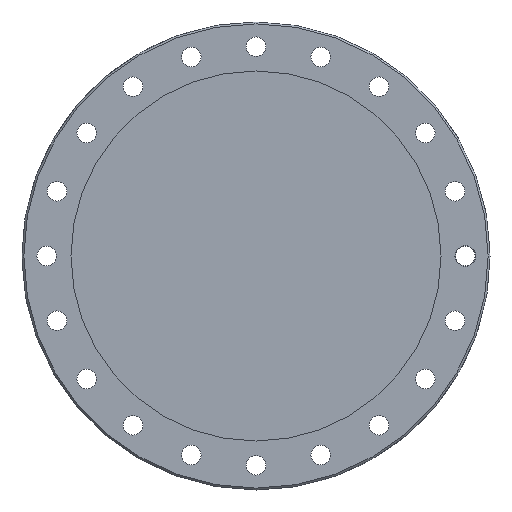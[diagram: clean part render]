
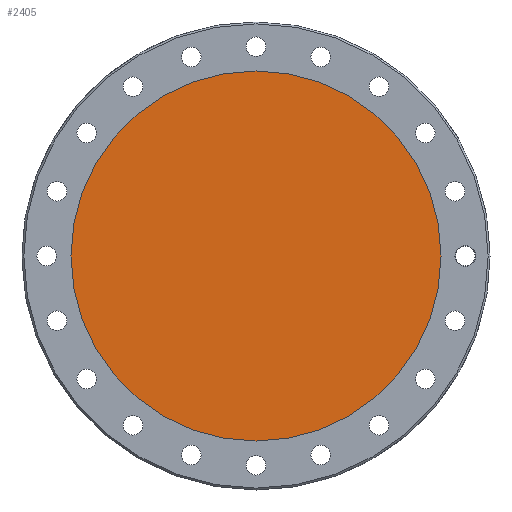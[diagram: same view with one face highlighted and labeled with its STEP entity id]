
A CAD part, front view. The second image highlights one B-rep face of the part: STEP entity #2405.
In plain terms, the highlighted planar face has unit normal (0, -1, 0).
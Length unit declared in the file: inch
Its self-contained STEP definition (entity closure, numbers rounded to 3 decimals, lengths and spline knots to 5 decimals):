
#118 = DIRECTION ( 'NONE',  ( 0., -1., 0. ) ) ;
#123 = EDGE_LOOP ( 'NONE', ( #414, #2460 ) ) ;
#236 = EDGE_CURVE ( 'NONE', #1953, #1736, #764, .T. ) ;
#282 = PLANE ( 'NONE',  #531 ) ;
#377 = CARTESIAN_POINT ( 'NONE',  ( 0., 0.052, 0. ) ) ;
#414 = ORIENTED_EDGE ( 'NONE', *, *, #2164, .T. ) ;
#419 = DIRECTION ( 'NONE',  ( 0., 0., -1. ) ) ;
#531 = AXIS2_PLACEMENT_3D ( 'NONE', #2042, #707, #1129 ) ;
#707 = DIRECTION ( 'NONE',  ( 0., -1., 0. ) ) ;
#764 = CIRCLE ( 'NONE', #1882, 3.15 ) ;
#1004 = DIRECTION ( 'NONE',  ( 0., 0., -1. ) ) ;
#1129 = DIRECTION ( 'NONE',  ( 0.547, 0., -0.837 ) ) ;
#1304 = CARTESIAN_POINT ( 'NONE',  ( 0., 0.052, 0. ) ) ;
#1577 = CARTESIAN_POINT ( 'NONE',  ( 0., 0.052, 3.15 ) ) ;
#1736 = VERTEX_POINT ( 'NONE', #1896 ) ;
#1882 = AXIS2_PLACEMENT_3D ( 'NONE', #1304, #2216, #419 ) ;
#1896 = CARTESIAN_POINT ( 'NONE',  ( 0., 0.052, -3.15 ) ) ;
#1953 = VERTEX_POINT ( 'NONE', #1577 ) ;
#1964 = CIRCLE ( 'NONE', #2192, 3.15 ) ;
#2000 = FACE_OUTER_BOUND ( 'NONE', #123, .T. ) ;
#2042 = CARTESIAN_POINT ( 'NONE',  ( 0., 0.052, 0. ) ) ;
#2164 = EDGE_CURVE ( 'NONE', #1736, #1953, #1964, .T. ) ;
#2192 = AXIS2_PLACEMENT_3D ( 'NONE', #377, #118, #1004 ) ;
#2216 = DIRECTION ( 'NONE',  ( 0., -1., 0. ) ) ;
#2405 = ADVANCED_FACE ( 'NONE', ( #2000 ), #282, .T. ) ;
#2460 = ORIENTED_EDGE ( 'NONE', *, *, #236, .T. ) ;
